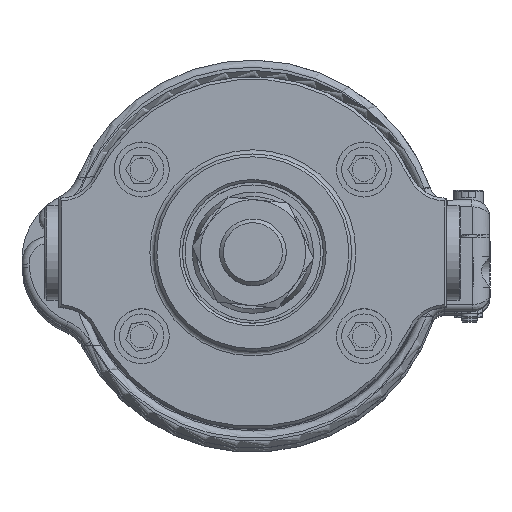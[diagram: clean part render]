
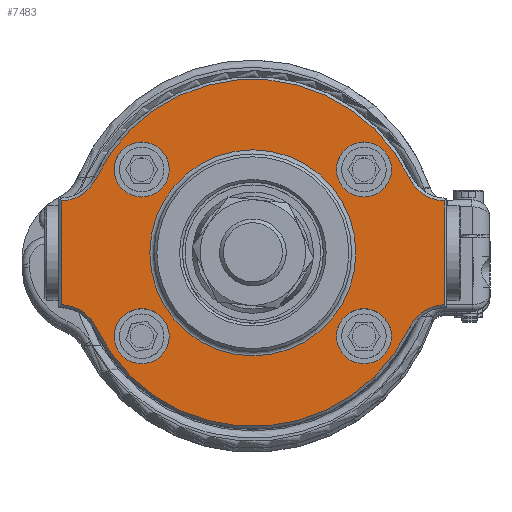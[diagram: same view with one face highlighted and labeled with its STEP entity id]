
A CAD part, top view. The second image highlights one B-rep face of the part: STEP entity #7483.
In plain terms, the highlighted planar face has unit normal (0, 0, 1).
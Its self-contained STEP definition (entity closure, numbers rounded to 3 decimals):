
#57 = CIRCLE ( 'NONE', #13036, 31.242 ) ;
#67 = CARTESIAN_POINT ( 'NONE',  ( -20., -15., 25.4 ) ) ;
#294 = DIRECTION ( 'NONE',  ( 0., 0., 1. ) ) ;
#488 = EDGE_CURVE ( 'NONE', #7050, #9380, #11365, .T. ) ;
#507 = EDGE_CURVE ( 'NONE', #4427, #4427, #14404, .T. ) ;
#643 = VERTEX_POINT ( 'NONE', #2379 ) ;
#712 = CIRCLE ( 'NONE', #8504, 4.953 ) ;
#719 = DIRECTION ( 'NONE',  ( 0., 0., -1. ) ) ;
#1230 = AXIS2_PLACEMENT_3D ( 'NONE', #1590, #294, #10878 ) ;
#1263 = VERTEX_POINT ( 'NONE', #17124 ) ;
#1285 = VERTEX_POINT ( 'NONE', #9347 ) ;
#1590 = CARTESIAN_POINT ( 'NONE',  ( 20., 15., 25.4 ) ) ;
#1668 = FACE_BOUND ( 'NONE', #2506, .T. ) ;
#1669 = EDGE_CURVE ( 'NONE', #12855, #10808, #57, .T. ) ;
#1794 = CARTESIAN_POINT ( 'NONE',  ( 0., 0., 25.4 ) ) ;
#1816 = EDGE_CURVE ( 'NONE', #9380, #9599, #7811, .T. ) ;
#1955 = EDGE_CURVE ( 'NONE', #10808, #6555, #14170, .T. ) ;
#2379 = CARTESIAN_POINT ( 'NONE',  ( -34.417, -9.338, 25.4 ) ) ;
#2462 = CARTESIAN_POINT ( 'NONE',  ( 34.417, -9.338, 25.4 ) ) ;
#2506 = EDGE_LOOP ( 'NONE', ( #6276 ) ) ;
#2512 = DIRECTION ( 'NONE',  ( 0., 0., -1. ) ) ;
#2632 = DIRECTION ( 'NONE',  ( 1., 0., 0. ) ) ;
#2705 = DIRECTION ( 'NONE',  ( 0., 0., -1. ) ) ;
#2873 = ORIENTED_EDGE ( 'NONE', *, *, #11972, .T. ) ;
#3150 = DIRECTION ( 'NONE',  ( 1., 0., 0. ) ) ;
#3314 = CARTESIAN_POINT ( 'NONE',  ( 34.649, -16.447, 25.4 ) ) ;
#3369 = AXIS2_PLACEMENT_3D ( 'NONE', #9588, #4378, #14862 ) ;
#3402 = DIRECTION ( 'NONE',  ( 1., 0., 0. ) ) ;
#3446 = EDGE_LOOP ( 'NONE', ( #14237 ) ) ;
#3933 = CARTESIAN_POINT ( 'NONE',  ( 0., 0., 25.4 ) ) ;
#4378 = DIRECTION ( 'NONE',  ( 0., 0., -1. ) ) ;
#4387 = CARTESIAN_POINT ( 'NONE',  ( -20., 15., 25.4 ) ) ;
#4418 = VERTEX_POINT ( 'NONE', #9634 ) ;
#4427 = VERTEX_POINT ( 'NONE', #11020 ) ;
#4453 = FACE_BOUND ( 'NONE', #11487, .T. ) ;
#4466 = DIRECTION ( 'NONE',  ( 0., 1., 0. ) ) ;
#4507 = VERTEX_POINT ( 'NONE', #16286 ) ;
#4512 = CARTESIAN_POINT ( 'NONE',  ( 20., -15., 25.4 ) ) ;
#4634 = CARTESIAN_POINT ( 'NONE',  ( 34.417, 9.842, 25.4 ) ) ;
#4848 = EDGE_CURVE ( 'NONE', #1263, #1263, #11483, .T. ) ;
#5045 = DIRECTION ( 'NONE',  ( 1., 0., 0. ) ) ;
#5160 = ORIENTED_EDGE ( 'NONE', *, *, #14856, .T. ) ;
#5164 = EDGE_LOOP ( 'NONE', ( #13439 ) ) ;
#5381 = ORIENTED_EDGE ( 'NONE', *, *, #1955, .T. ) ;
#5699 = DIRECTION ( 'NONE',  ( 1., 0., 0. ) ) ;
#5770 = DIRECTION ( 'NONE',  ( 1., 0., 0. ) ) ;
#5814 = ORIENTED_EDGE ( 'NONE', *, *, #488, .T. ) ;
#6158 = CIRCLE ( 'NONE', #10307, 7.112 ) ;
#6196 = CIRCLE ( 'NONE', #10353, 7.112 ) ;
#6276 = ORIENTED_EDGE ( 'NONE', *, *, #4848, .F. ) ;
#6287 = CARTESIAN_POINT ( 'NONE',  ( 18.542, 0., 25.4 ) ) ;
#6555 = VERTEX_POINT ( 'NONE', #2462 ) ;
#6708 = AXIS2_PLACEMENT_3D ( 'NONE', #3314, #719, #3402 ) ;
#6986 = FACE_BOUND ( 'NONE', #5164, .T. ) ;
#7050 = VERTEX_POINT ( 'NONE', #15162 ) ;
#7081 = FACE_OUTER_BOUND ( 'NONE', #10203, .T. ) ;
#7090 = DIRECTION ( 'NONE',  ( 0., 0., 1. ) ) ;
#7394 = EDGE_CURVE ( 'NONE', #12690, #12690, #7695, .T. ) ;
#7452 = CARTESIAN_POINT ( 'NONE',  ( -28.224, 13.397, 25.4 ) ) ;
#7482 = CARTESIAN_POINT ( 'NONE',  ( 28.224, -13.397, 25.4 ) ) ;
#7483 = ADVANCED_FACE ( 'NONE', ( #7081, #8556, #1668, #4453, #9754, #6986 ), #16234, .T. ) ;
#7695 = CIRCLE ( 'NONE', #12650, 18.542 ) ;
#7811 = CIRCLE ( 'NONE', #3369, 7.112 ) ;
#8026 = DIRECTION ( 'NONE',  ( 1., 0., 0. ) ) ;
#8058 = DIRECTION ( 'NONE',  ( 0., 0., 1. ) ) ;
#8220 = CARTESIAN_POINT ( 'NONE',  ( -34.649, -16.447, 25.4 ) ) ;
#8504 = AXIS2_PLACEMENT_3D ( 'NONE', #4387, #7090, #5770 ) ;
#8556 = FACE_BOUND ( 'NONE', #3446, .T. ) ;
#8763 = ORIENTED_EDGE ( 'NONE', *, *, #15300, .T. ) ;
#8764 = ORIENTED_EDGE ( 'NONE', *, *, #15018, .T. ) ;
#8765 = VECTOR ( 'NONE', #12048, 1000. ) ;
#9037 = ORIENTED_EDGE ( 'NONE', *, *, #1816, .T. ) ;
#9347 = CARTESIAN_POINT ( 'NONE',  ( 34.417, 9.338, 25.4 ) ) ;
#9380 = VERTEX_POINT ( 'NONE', #7452 ) ;
#9408 = DIRECTION ( 'NONE',  ( 0., 0., 1. ) ) ;
#9588 = CARTESIAN_POINT ( 'NONE',  ( -34.649, 16.446, 25.4 ) ) ;
#9599 = VERTEX_POINT ( 'NONE', #16265 ) ;
#9634 = CARTESIAN_POINT ( 'NONE',  ( 24.953, -15., 25.4 ) ) ;
#9754 = FACE_BOUND ( 'NONE', #14368, .T. ) ;
#9873 = ORIENTED_EDGE ( 'NONE', *, *, #507, .F. ) ;
#9928 = DIRECTION ( 'NONE',  ( 1., 0., 0. ) ) ;
#10131 = CIRCLE ( 'NONE', #13158, 4.953 ) ;
#10203 = EDGE_LOOP ( 'NONE', ( #5381, #8764, #2873, #5814, #9037, #8763, #5160, #13828 ) ) ;
#10307 = AXIS2_PLACEMENT_3D ( 'NONE', #16895, #2512, #5045 ) ;
#10353 = AXIS2_PLACEMENT_3D ( 'NONE', #8220, #14518, #2632 ) ;
#10808 = VERTEX_POINT ( 'NONE', #7482 ) ;
#10839 = CARTESIAN_POINT ( 'NONE',  ( -34.417, -9.843, 25.4 ) ) ;
#10878 = DIRECTION ( 'NONE',  ( 1., 0., 0. ) ) ;
#11020 = CARTESIAN_POINT ( 'NONE',  ( -15.047, -15., 25.4 ) ) ;
#11365 = CIRCLE ( 'NONE', #12459, 31.242 ) ;
#11483 = CIRCLE ( 'NONE', #1230, 4.953 ) ;
#11487 = EDGE_LOOP ( 'NONE', ( #16821 ) ) ;
#11936 = DIRECTION ( 'NONE',  ( 0., 0., 1. ) ) ;
#11972 = EDGE_CURVE ( 'NONE', #1285, #7050, #6158, .T. ) ;
#12048 = DIRECTION ( 'NONE',  ( 0., -1., 0. ) ) ;
#12108 = DIRECTION ( 'NONE',  ( 1., 0., 0. ) ) ;
#12350 = LINE ( 'NONE', #4634, #15116 ) ;
#12459 = AXIS2_PLACEMENT_3D ( 'NONE', #1794, #11936, #5699 ) ;
#12650 = AXIS2_PLACEMENT_3D ( 'NONE', #14601, #2705, #8026 ) ;
#12690 = VERTEX_POINT ( 'NONE', #6287 ) ;
#12855 = VERTEX_POINT ( 'NONE', #17098 ) ;
#13036 = AXIS2_PLACEMENT_3D ( 'NONE', #3933, #9408, #13266 ) ;
#13158 = AXIS2_PLACEMENT_3D ( 'NONE', #4512, #15204, #9928 ) ;
#13266 = DIRECTION ( 'NONE',  ( 1., 0., 0. ) ) ;
#13439 = ORIENTED_EDGE ( 'NONE', *, *, #15465, .F. ) ;
#13828 = ORIENTED_EDGE ( 'NONE', *, *, #1669, .T. ) ;
#14170 = CIRCLE ( 'NONE', #6708, 7.112 ) ;
#14237 = ORIENTED_EDGE ( 'NONE', *, *, #7394, .T. ) ;
#14368 = EDGE_LOOP ( 'NONE', ( #9873 ) ) ;
#14404 = CIRCLE ( 'NONE', #16340, 4.953 ) ;
#14518 = DIRECTION ( 'NONE',  ( 0., 0., -1. ) ) ;
#14601 = CARTESIAN_POINT ( 'NONE',  ( 0., 0., 25.4 ) ) ;
#14856 = EDGE_CURVE ( 'NONE', #643, #12855, #6196, .T. ) ;
#14862 = DIRECTION ( 'NONE',  ( 1., 0., 0. ) ) ;
#14885 = AXIS2_PLACEMENT_3D ( 'NONE', #15031, #16410, #3150 ) ;
#14954 = EDGE_CURVE ( 'NONE', #4507, #4507, #712, .T. ) ;
#15018 = EDGE_CURVE ( 'NONE', #6555, #1285, #12350, .T. ) ;
#15031 = CARTESIAN_POINT ( 'NONE',  ( 0., 0., 25.4 ) ) ;
#15116 = VECTOR ( 'NONE', #4466, 1000. ) ;
#15162 = CARTESIAN_POINT ( 'NONE',  ( 28.224, 13.397, 25.4 ) ) ;
#15204 = DIRECTION ( 'NONE',  ( 0., 0., 1. ) ) ;
#15300 = EDGE_CURVE ( 'NONE', #9599, #643, #16018, .T. ) ;
#15465 = EDGE_CURVE ( 'NONE', #4418, #4418, #10131, .T. ) ;
#16018 = LINE ( 'NONE', #10839, #8765 ) ;
#16234 = PLANE ( 'NONE',  #14885 ) ;
#16265 = CARTESIAN_POINT ( 'NONE',  ( -34.417, 9.338, 25.4 ) ) ;
#16286 = CARTESIAN_POINT ( 'NONE',  ( -15.047, 15., 25.4 ) ) ;
#16340 = AXIS2_PLACEMENT_3D ( 'NONE', #67, #8058, #12108 ) ;
#16410 = DIRECTION ( 'NONE',  ( 0., 0., 1. ) ) ;
#16821 = ORIENTED_EDGE ( 'NONE', *, *, #14954, .F. ) ;
#16895 = CARTESIAN_POINT ( 'NONE',  ( 34.649, 16.446, 25.4 ) ) ;
#17098 = CARTESIAN_POINT ( 'NONE',  ( -28.224, -13.397, 25.4 ) ) ;
#17124 = CARTESIAN_POINT ( 'NONE',  ( 24.953, 15., 25.4 ) ) ;
